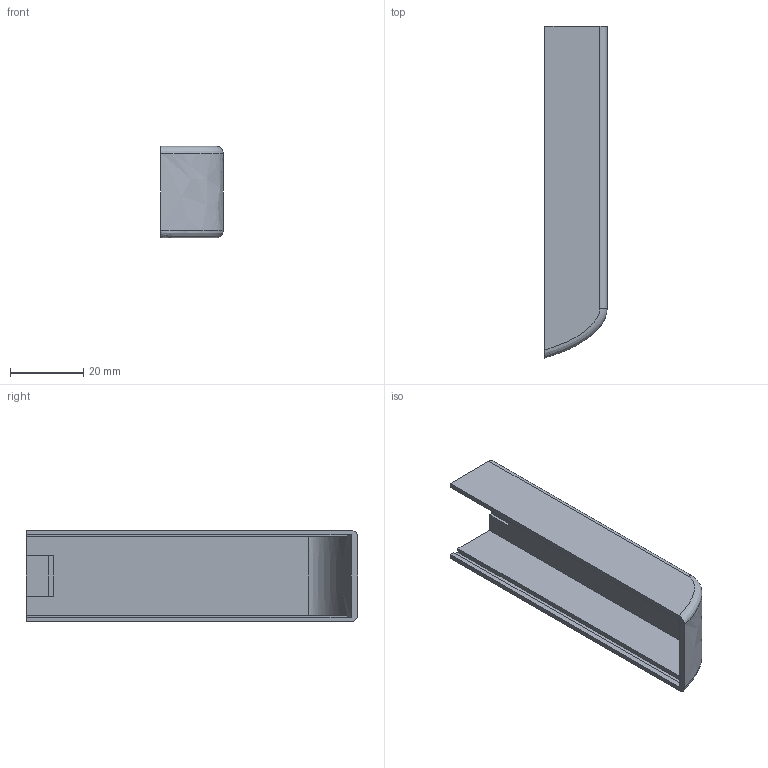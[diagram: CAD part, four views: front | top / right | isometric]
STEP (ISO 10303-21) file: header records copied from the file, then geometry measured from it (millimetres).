
FILE_DESCRIPTION (( 'STEP AP203' ), '1' );
FILE_NAME ('cover.STEP', '2025-10-27T14:29:45', ( '' ), ( '' ), 'SwSTEP 2.0', 'SolidWorks 2025', '' );
FILE_SCHEMA (( 'CONFIG_CONTROL_DESIGN' ));
Length unit declared in the file: millimetre
Products named in the file (1): cover
Bounding box: 17 x 90.55 x 25 mm (x, y, z)
Volume: 8357.2 mm3; surface area: 10667.3 mm2
Topology: 1 solids, 1 shells, 28 faces, 76 edges, 50 vertices
Faces by surface type: plane 22, bspline 4, cylinder 2
Entity records: 1284 total; most frequent: CARTESIAN_POINT 545, ORIENTED_EDGE 152, DIRECTION 112, EDGE_CURVE 76, VECTOR 58, LINE 58, VERTEX_POINT 50, ADVANCED_FACE 28
